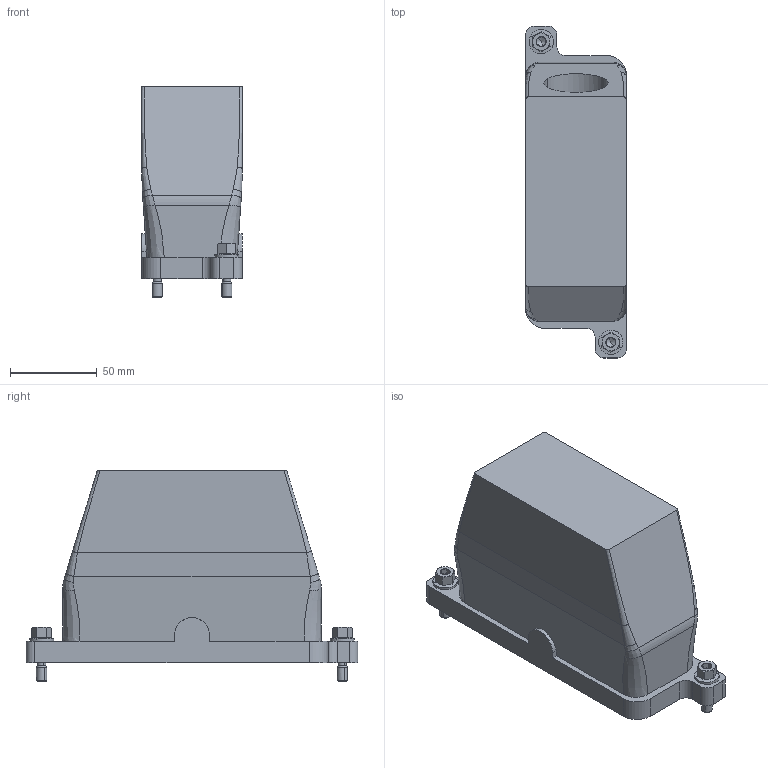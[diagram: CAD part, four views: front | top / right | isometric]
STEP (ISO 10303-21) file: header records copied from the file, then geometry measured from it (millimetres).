
FILE_DESCRIPTION(('CATIA V5 STEP Exchange','CAx-IF Rec.Pracs.--- Model Styling and Organization---1.4--- 2014-01-23'),'2;1');
FILE_NAME ('005952-3_1', '2019-07-25T13:51:54+00:00', ('none'), ('Weidmueller'), 'CATIA Version 5-6 Release 2016 SP3 HF44', 'CATIA V5 STEP AP214', 'none');
FILE_SCHEMA(('AUTOMOTIVE_DESIGN { 1 0 10303 214 1 1 1 1 }'));
Length unit declared in the file: millimetre
Products named in the file (1): 1083000000
Bounding box: 58 x 191 x 121 mm (x, y, z)
Volume: 259677.7 mm3; surface area: 105477.7 mm2
Topology: 3 solids, 3 shells, 350 faces, 839 edges, 503 vertices
Faces by surface type: cone 118, plane 96, cylinder 88, bspline 20, sphere 20, torus 8
Entity records: 12814 total; most frequent: CARTESIAN_POINT 5586, ORIENTED_EDGE 1654, DIRECTION 1104, EDGE_CURVE 827, VERTEX_POINT 503, AXIS2_PLACEMENT_3D 497, EDGE_LOOP 376, ADVANCED_FACE 350
